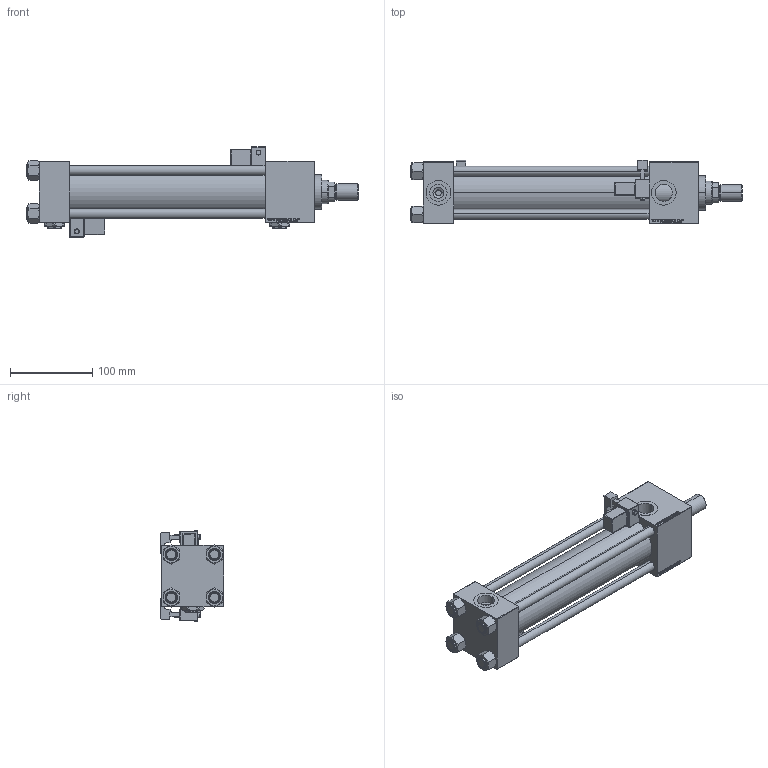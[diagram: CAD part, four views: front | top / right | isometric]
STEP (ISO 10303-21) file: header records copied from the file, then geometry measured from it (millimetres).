
FILE_DESCRIPTION (( 'STEP AP203' ), '1' );
FILE_NAME ('2fb2.STEP', '2024-10-23T09:32:49', ( '' ), ( '' ), 'SwSTEP 2.0', 'SolidWorks 2019', '' );
FILE_SCHEMA (( 'CONFIG_CONTROL_DESIGN' ));
Length unit declared in the file: millimetre
Products named in the file (9): NUT_M5_C e9aa42a930c859bb5318cf9cbb450154; ROD_END_AH e9aa42a930c859bb5318cf9cbb450154; Zatka_pro_OIL_PORT e9aa42a930c859bb5318cf9cbb450154; V215CR_C_Body e9aa42a930c859bb5318cf9cbb450154; V215CR_MSU e9aa42a930c859bb5318cf9cbb450154; V215CR_VCP_C e9aa42a930c859bb5318cf9cbb450154; V215CR_C_TYCINKA e9aa42a930c859bb5318cf9cbb450154; 2fb2; V215_VC_A e9aa42a930c859bb5318cf9cbb450154
Assembly tree (16 placements, depth 2):
  2fb2
    V215CR_C_Body e9aa42a930c859bb5318cf9cbb450154
    V215CR_VCP_C e9aa42a930c859bb5318cf9cbb450154
    NUT_M5_C e9aa42a930c859bb5318cf9cbb450154  x4
    V215CR_C_TYCINKA e9aa42a930c859bb5318cf9cbb450154  x4
    V215_VC_A e9aa42a930c859bb5318cf9cbb450154
    ROD_END_AH e9aa42a930c859bb5318cf9cbb450154
    V215CR_MSU e9aa42a930c859bb5318cf9cbb450154  x2
    Zatka_pro_OIL_PORT e9aa42a930c859bb5318cf9cbb450154  x2
Bounding box: 403 x 77.03 x 109.57 mm (x, y, z)
Volume: 995937.3 mm3; surface area: 273029.9 mm2
Topology: 16 solids, 16 shells, 1417 faces, 3488 edges, 2211 vertices
Faces by surface type: plane 635, bspline 392, cone 182, cylinder 162, sphere 24, torus 22
Entity records: 54912 total; most frequent: CARTESIAN_POINT 28156, ORIENTED_EDGE 5894, DIRECTION 4017, EDGE_CURVE 2947, VERTEX_POINT 1913, VECTOR 1745, LINE 1745, EDGE_LOOP 1320
